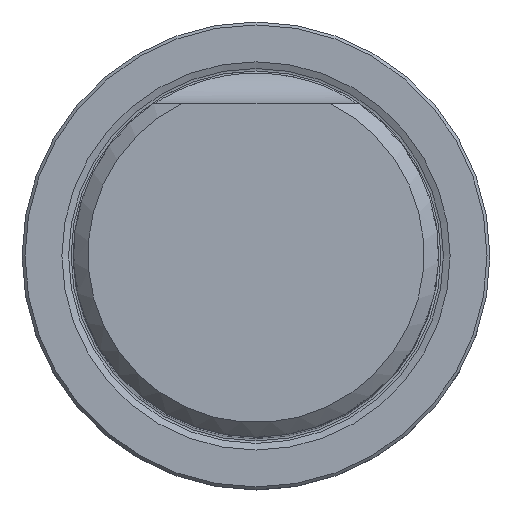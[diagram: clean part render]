
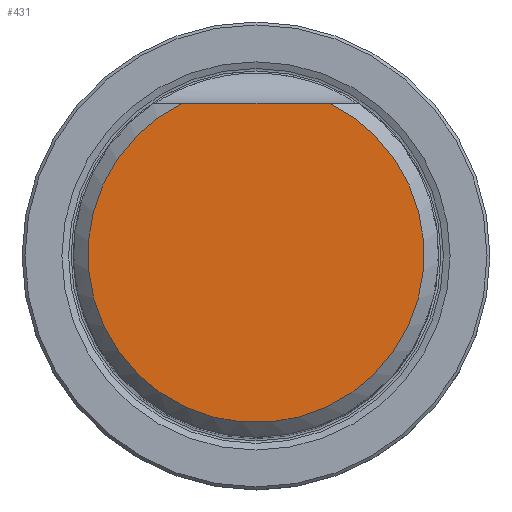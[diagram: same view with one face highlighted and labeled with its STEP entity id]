
A CAD part, top view. The second image highlights one B-rep face of the part: STEP entity #431.
In plain terms, the highlighted planar face has unit normal (0, 0, 1).
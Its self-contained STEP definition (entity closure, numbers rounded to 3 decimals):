
#322=PLANE('',#4567);
#431=ADVANCED_FACE('CU_SU_1',(#731),#322,.F.);
#731=FACE_OUTER_BOUND('',#968,.T.);
#968=EDGE_LOOP('',(#2131,#2132));
#1239=CIRCLE('',#4566,11.497);
#1540=LINE('',#6543,#1766);
#1766=VECTOR('',#5165,1.);
#2131=ORIENTED_EDGE('',*,*,#3753,.F.);
#2132=ORIENTED_EDGE('',*,*,#3754,.F.);
#3323=VERTEX_POINT('',#6541);
#3324=VERTEX_POINT('',#6542);
#3753=EDGE_CURVE('',#3323,#3324,#1239,.T.);
#3754=EDGE_CURVE('',#3324,#3323,#1540,.T.);
#4566=AXIS2_PLACEMENT_3D('',#6540,#5163,#5164);
#4567=AXIS2_PLACEMENT_3D('',#6544,#5166,#5167);
#5163=DIRECTION('',(0.,0.,-1.));
#5164=DIRECTION('',(0.,-1.,0.));
#5165=DIRECTION('',(1.,0.,0.));
#5166=DIRECTION('',(0.,0.,-1.));
#5167=DIRECTION('',(0.,-1.,0.));
#6540=CARTESIAN_POINT('',(0.,0.,56.));
#6541=CARTESIAN_POINT('',(4.999,10.353,56.));
#6542=CARTESIAN_POINT('',(-4.999,10.353,56.));
#6543=CARTESIAN_POINT('',(-12.497,10.353,56.));
#6544=CARTESIAN_POINT('',(0.,0.,56.));
